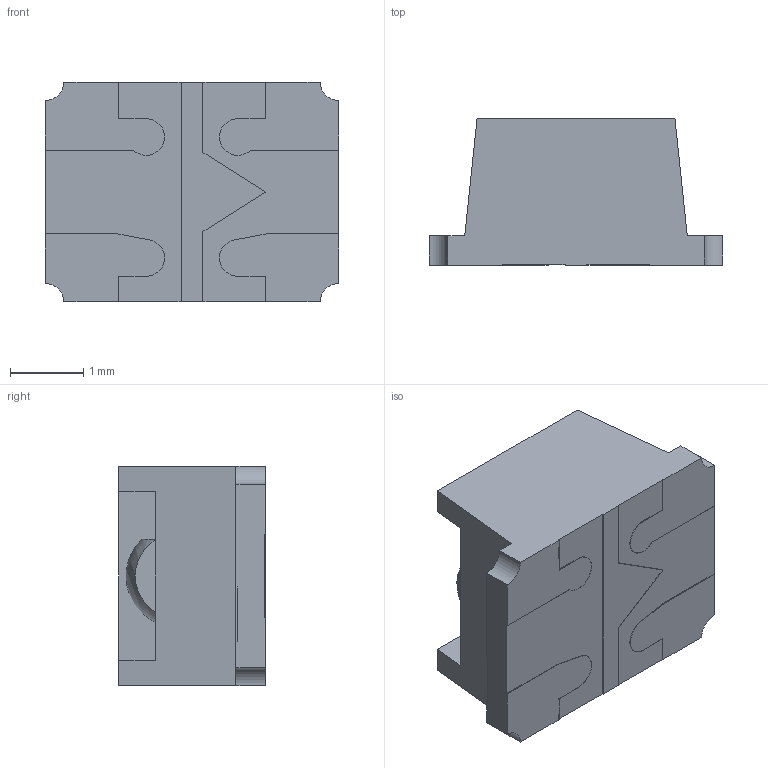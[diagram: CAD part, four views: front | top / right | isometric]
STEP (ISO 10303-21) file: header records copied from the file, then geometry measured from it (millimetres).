
FILE_DESCRIPTION (( 'STEP AP214' ), '1' );
FILE_NAME ('EE_SY1201.step', '2020-12-21T04:16:41', ( 'OSMC1.0 ' ), ( ' ' ), 'SwSTEP 2.0', 'SolidWorks 2002025', '' );
FILE_SCHEMA (( 'AUTOMOTIVE_DESIGN' ));
Length unit declared in the file: millimetre
Products named in the file (1): EE_SY1201
Bounding box: 4 x 2 x 3 mm (x, y, z)
Volume: 16 mm3; surface area: 51.2 mm2
Topology: 1 solids, 1 shells, 73 faces, 209 edges, 138 vertices
Faces by surface type: plane 58, cylinder 13, sphere 2
Entity records: 2478 total; most frequent: CARTESIAN_POINT 411, ORIENTED_EDGE 406, DIRECTION 389, EDGE_CURVE 203, LINE 165, VECTOR 165, VERTEX_POINT 134, AXIS2_PLACEMENT_3D 112
